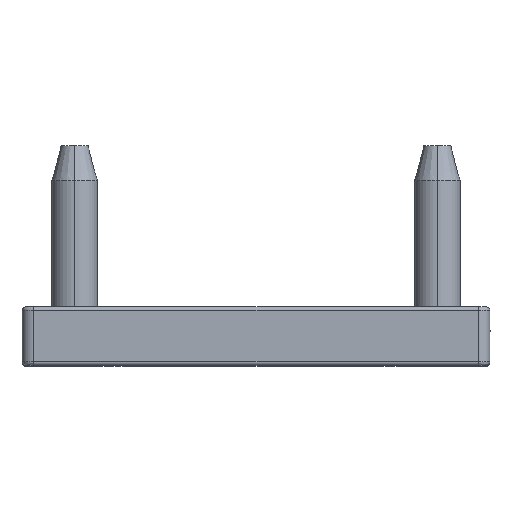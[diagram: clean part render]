
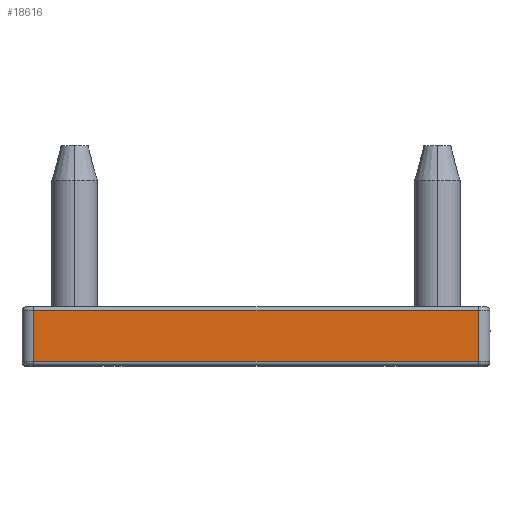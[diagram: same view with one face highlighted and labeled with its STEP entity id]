
A CAD part, top view. The second image highlights one B-rep face of the part: STEP entity #18616.
In plain terms, the highlighted planar face has unit normal (0, 0, 1).
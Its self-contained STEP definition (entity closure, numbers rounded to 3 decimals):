
#194 = CARTESIAN_POINT ( 'NONE',  ( -20., -0.3, 20. ) ) ;
#1203 = ORIENTED_EDGE ( 'NONE', *, *, #1415, .F. ) ;
#1415 = EDGE_CURVE ( 'NONE', #4028, #4826, #22410, .T. ) ;
#1898 = FACE_OUTER_BOUND ( 'NONE', #16584, .T. ) ;
#2597 = LINE ( 'NONE', #6819, #17183 ) ;
#2731 = DIRECTION ( 'NONE',  ( 0., -1., 0. ) ) ;
#2756 = DIRECTION ( 'NONE',  ( 0., 1., 0. ) ) ;
#4028 = VERTEX_POINT ( 'NONE', #25679 ) ;
#4826 = VERTEX_POINT ( 'NONE', #9101 ) ;
#5154 = DIRECTION ( 'NONE',  ( 1., 0., 0. ) ) ;
#5495 = EDGE_CURVE ( 'NONE', #4826, #20475, #28268, .T. ) ;
#6819 = CARTESIAN_POINT ( 'NONE',  ( -20., -4.7, 20. ) ) ;
#8221 = LINE ( 'NONE', #19233, #19719 ) ;
#9101 = CARTESIAN_POINT ( 'NONE',  ( 19., -0.3, 20. ) ) ;
#9337 = ORIENTED_EDGE ( 'NONE', *, *, #31714, .F. ) ;
#10160 = DIRECTION ( 'NONE',  ( 0., 0., -1. ) ) ;
#14100 = ORIENTED_EDGE ( 'NONE', *, *, #5495, .F. ) ;
#16317 = AXIS2_PLACEMENT_3D ( 'NONE', #26799, #10160, #2756 ) ;
#16584 = EDGE_LOOP ( 'NONE', ( #9337, #22216, #14100, #1203 ) ) ;
#17183 = VECTOR ( 'NONE', #26357, 1000. ) ;
#18616 = ADVANCED_FACE ( 'NONE', ( #1898 ), #21926, .F. ) ;
#19233 = CARTESIAN_POINT ( 'NONE',  ( -19., -5., 20. ) ) ;
#19719 = VECTOR ( 'NONE', #21597, 1000. ) ;
#20475 = VERTEX_POINT ( 'NONE', #24492 ) ;
#21597 = DIRECTION ( 'NONE',  ( 0., 1., 0. ) ) ;
#21714 = VERTEX_POINT ( 'NONE', #27617 ) ;
#21926 = PLANE ( 'NONE',  #16317 ) ;
#22216 = ORIENTED_EDGE ( 'NONE', *, *, #27583, .F. ) ;
#22410 = LINE ( 'NONE', #194, #23926 ) ;
#23926 = VECTOR ( 'NONE', #5154, 1000. ) ;
#24492 = CARTESIAN_POINT ( 'NONE',  ( 19., -4.7, 20. ) ) ;
#25679 = CARTESIAN_POINT ( 'NONE',  ( -19., -0.3, 20. ) ) ;
#26357 = DIRECTION ( 'NONE',  ( -1., 0., 0. ) ) ;
#26376 = VECTOR ( 'NONE', #2731, 1000. ) ;
#26799 = CARTESIAN_POINT ( 'NONE',  ( -20., -5., 20. ) ) ;
#27583 = EDGE_CURVE ( 'NONE', #20475, #21714, #2597, .T. ) ;
#27617 = CARTESIAN_POINT ( 'NONE',  ( -19., -4.7, 20. ) ) ;
#28268 = LINE ( 'NONE', #29596, #26376 ) ;
#29596 = CARTESIAN_POINT ( 'NONE',  ( 19., -5., 20. ) ) ;
#31714 = EDGE_CURVE ( 'NONE', #21714, #4028, #8221, .T. ) ;
